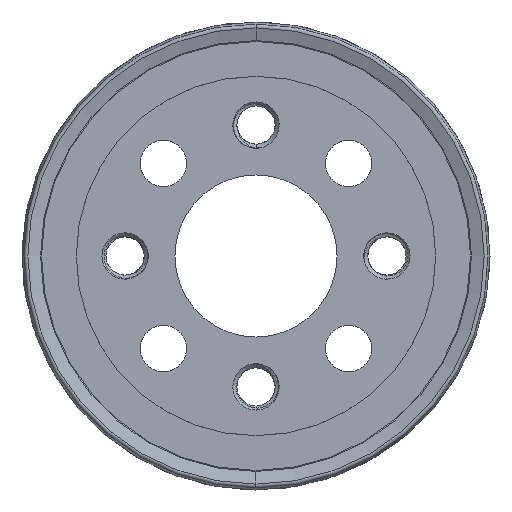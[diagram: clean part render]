
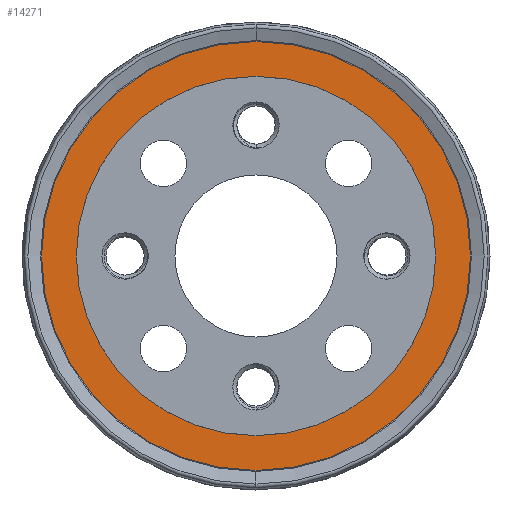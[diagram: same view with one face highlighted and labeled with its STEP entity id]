
A CAD part, left-side view. The second image highlights one B-rep face of the part: STEP entity #14271.
In plain terms, the highlighted face is planar.
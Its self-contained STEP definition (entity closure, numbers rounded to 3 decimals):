
#402 = PLANE ( 'NONE',  #2484 ) ;
#1048 = EDGE_CURVE ( 'NONE', #28174, #29850, #18583, .T. ) ;
#1320 = ORIENTED_EDGE ( 'NONE', *, *, #21167, .T. ) ;
#2484 = AXIS2_PLACEMENT_3D ( 'NONE', #28406, #16946, #9882 ) ;
#3232 = EDGE_CURVE ( 'NONE', #15630, #18042, #25829, .T. ) ;
#3425 = CARTESIAN_POINT ( 'NONE',  ( 0., 1., -18.53 ) ) ;
#3872 = DIRECTION ( 'NONE',  ( 0., 0., -1. ) ) ;
#4427 = CARTESIAN_POINT ( 'NONE',  ( 0., 1., 0. ) ) ;
#4649 = DIRECTION ( 'NONE',  ( 0., 0., -1. ) ) ;
#5397 = AXIS2_PLACEMENT_3D ( 'NONE', #4427, #20819, #28062 ) ;
#5795 = CARTESIAN_POINT ( 'NONE',  ( 0., 1., 15.525 ) ) ;
#5920 = EDGE_LOOP ( 'NONE', ( #23147, #14503 ) ) ;
#6690 = EDGE_CURVE ( 'NONE', #29850, #28174, #16469, .T. ) ;
#8823 = EDGE_LOOP ( 'NONE', ( #1320, #13415 ) ) ;
#9882 = DIRECTION ( 'NONE',  ( 0., 0., -1. ) ) ;
#10892 = DIRECTION ( 'NONE',  ( 0., 1., 0. ) ) ;
#12207 = AXIS2_PLACEMENT_3D ( 'NONE', #21141, #18562, #4649 ) ;
#13087 = CARTESIAN_POINT ( 'NONE',  ( 0., 1., 0. ) ) ;
#13415 = ORIENTED_EDGE ( 'NONE', *, *, #3232, .T. ) ;
#13455 = DIRECTION ( 'NONE',  ( 0., 0., -1. ) ) ;
#14271 = ADVANCED_FACE ( 'NONE', ( #24640, #21706 ), #402, .F. ) ;
#14503 = ORIENTED_EDGE ( 'NONE', *, *, #6690, .T. ) ;
#14558 = AXIS2_PLACEMENT_3D ( 'NONE', #18448, #20929, #13455 ) ;
#14703 = AXIS2_PLACEMENT_3D ( 'NONE', #13087, #10892, #3872 ) ;
#15630 = VERTEX_POINT ( 'NONE', #22577 ) ;
#16469 = CIRCLE ( 'NONE', #14558, 15.525 ) ;
#16946 = DIRECTION ( 'NONE',  ( 0., -1., 0. ) ) ;
#18042 = VERTEX_POINT ( 'NONE', #3425 ) ;
#18448 = CARTESIAN_POINT ( 'NONE',  ( 0., 1., 0. ) ) ;
#18562 = DIRECTION ( 'NONE',  ( 0., -1., 0. ) ) ;
#18583 = CIRCLE ( 'NONE', #12207, 15.525 ) ;
#20819 = DIRECTION ( 'NONE',  ( 0., 1., 0. ) ) ;
#20834 = CARTESIAN_POINT ( 'NONE',  ( 0., 1., -15.525 ) ) ;
#20929 = DIRECTION ( 'NONE',  ( 0., -1., 0. ) ) ;
#21141 = CARTESIAN_POINT ( 'NONE',  ( 0., 1., 0. ) ) ;
#21167 = EDGE_CURVE ( 'NONE', #18042, #15630, #23875, .T. ) ;
#21706 = FACE_BOUND ( 'NONE', #5920, .T. ) ;
#22577 = CARTESIAN_POINT ( 'NONE',  ( 0., 1., 18.53 ) ) ;
#23147 = ORIENTED_EDGE ( 'NONE', *, *, #1048, .T. ) ;
#23875 = CIRCLE ( 'NONE', #5397, 18.53 ) ;
#24640 = FACE_OUTER_BOUND ( 'NONE', #8823, .T. ) ;
#25829 = CIRCLE ( 'NONE', #14703, 18.53 ) ;
#28062 = DIRECTION ( 'NONE',  ( 0., 0., -1. ) ) ;
#28174 = VERTEX_POINT ( 'NONE', #20834 ) ;
#28406 = CARTESIAN_POINT ( 'NONE',  ( 0., 1., 0. ) ) ;
#29850 = VERTEX_POINT ( 'NONE', #5795 ) ;
